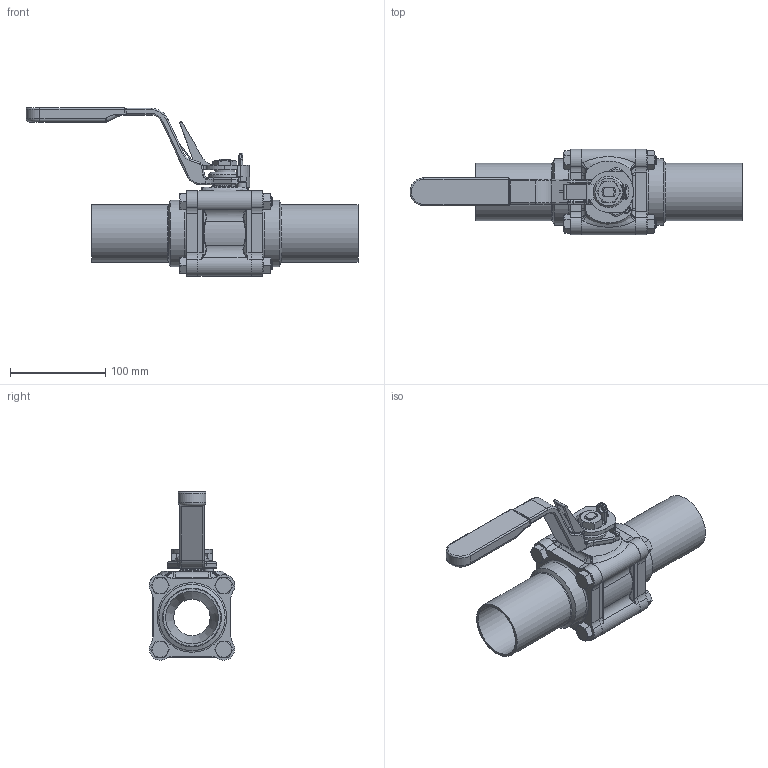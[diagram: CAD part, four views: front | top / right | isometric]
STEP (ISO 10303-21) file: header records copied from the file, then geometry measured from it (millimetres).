
FILE_DESCRIPTION(/* description */ (''),/* implementation_level */ '2;1');
FILE_NAME(/* name */ 'GA-A44-20-XBJ-LW.stp',/* time_stamp */ '2020-07-24T18:26:32+06:00',/* author */ ('10157457'),/* organization */ (''),/* preprocessor_version */ 'ST-DEVELOPER v16.1',/* originating_system */ 'Autodesk Inventor 2016',/* authorisation */ '');
FILE_SCHEMA (('AUTOMOTIVE_DESIGN { 1 0 10303 214 3 1 1 }'));
Length unit declared in the file: inch
Products named in the file (1): GA-A44-20-XBJ-LW
Bounding box: 348.24 x 89.66 x 176.55 mm (x, y, z)
Volume: 742667.3 mm3; surface area: 163430.4 mm2
Topology: 1 solids, 3 shells, 808 faces, 1980 edges, 1178 vertices
Faces by surface type: plane 280, cylinder 234, cone 115, bspline 108, torus 63, sphere 8
Full cylindrical faces by diameter (mm): 0.8 x2, 4.045 x2, 4.917 x1, 6 x3, 7 x1, 10 x13, 21.1 x3, 27 x1, 30 x1, 38.165 x1, 55.225 x2, 60.325 x2, 69.475 x2, 80.2 x2
Entity records: 26430 total; most frequent: CARTESIAN_POINT 7634, ORIENTED_EDGE 3780, DIRECTION 3700, EDGE_CURVE 1889, AXIS2_PLACEMENT_3D 1480, VERTEX_POINT 1164, EDGE_LOOP 922, FACE_OUTER_BOUND 808
